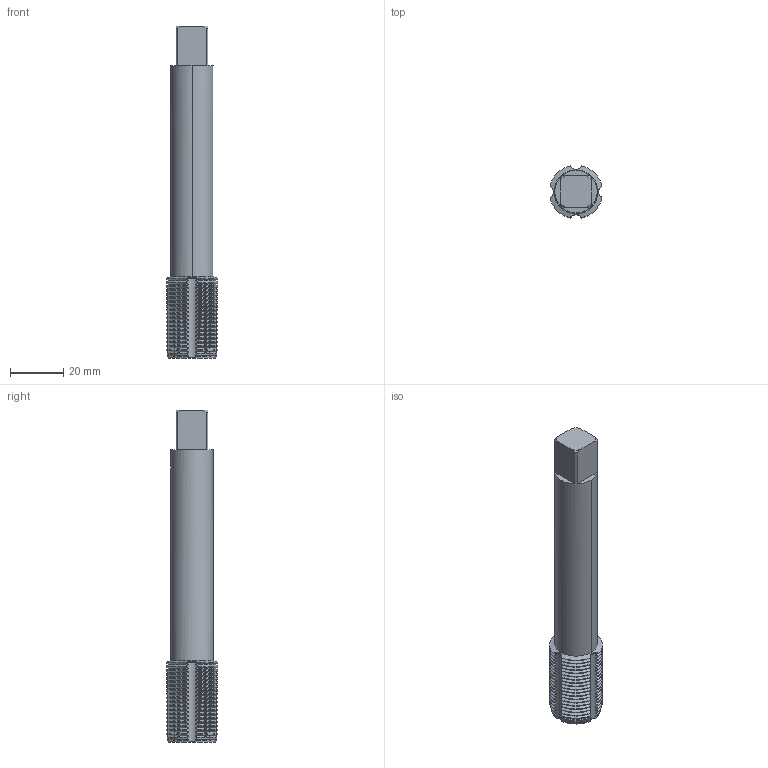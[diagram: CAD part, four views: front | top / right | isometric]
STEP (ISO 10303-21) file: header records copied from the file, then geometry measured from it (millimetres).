
FILE_DESCRIPTION(('no description'),'unknown implementation level');
FILE_NAME('solidrzCBGRZXZARbaqX26kyT4Hfh_rA_1.STP',' ',('CIM GmbH Aachen'),('CADClick - KiM GmbH - www.kimweb.de'),'unknown preprocess','ACIS','unknown authorization');
FILE_SCHEMA(('automotive_design'));
Length unit declared in the file: millimetre
Products named in the file (2): 1; 2
Bounding box: 19.54 x 19.54 x 125 mm (x, y, z)
Volume: 26492.2 mm3; surface area: 11335 mm2
Topology: 2 solids, 2 shells, 381 faces, 1123 edges, 746 vertices
Faces by surface type: cone 182, cylinder 174, plane 17, torus 8
Entity records: 28016 total; most frequent: CARTESIAN_POINT 5795, STYLED_ITEM 2252, PRESENTATION_STYLE_ASSIGNMENT 2252, COLOUR_RGB 2252, ORIENTED_EDGE 2246, DIRECTION 1895, EDGE_CURVE 1123, CURVE_STYLE 1123
